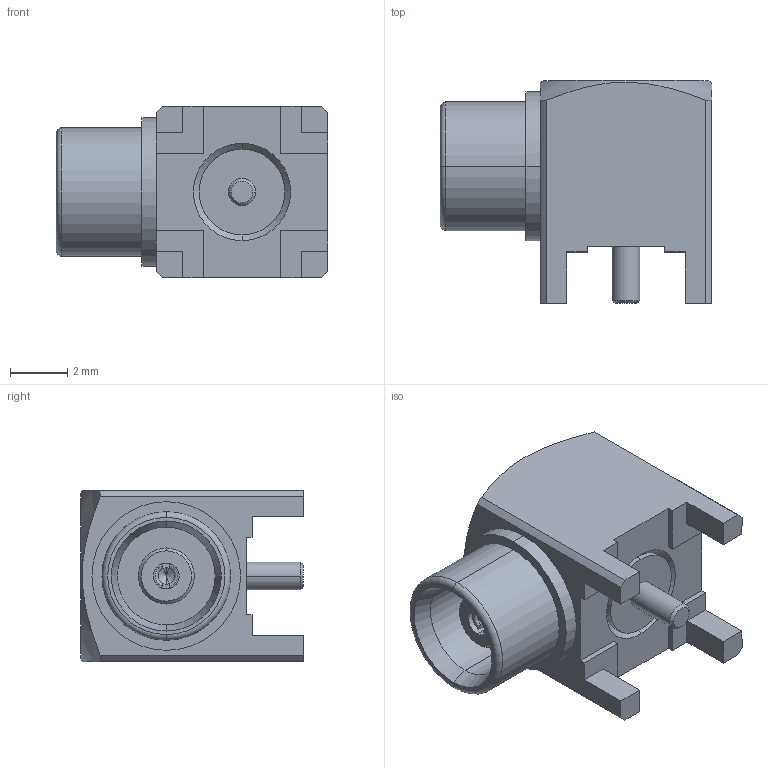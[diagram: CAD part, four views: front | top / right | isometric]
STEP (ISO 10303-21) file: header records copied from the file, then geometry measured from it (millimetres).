
FILE_DESCRIPTION (( 'STEP AP214' ), '1' );
FILE_NAME ('Ðîçåòêà_ÑÐ-50-2-04-Ð-Ó-088.STEP', '2018-12-06T11:49:16', ( 'User' ), ( '' ), 'SwSTEP 2.0', 'SolidWorks 2016', '' );
FILE_SCHEMA (( 'AUTOMOTIVE_DESIGN' ));
Length unit declared in the file: millimetre
Products named in the file (1): Ðîçåòêà_ÑÐ-50-2-04-Ð-Ó-088
Bounding box: 9.5 x 7.8 x 6 mm (x, y, z)
Volume: 242.9 mm3; surface area: 358.9 mm2
Topology: 1 solids, 1 shells, 84 faces, 212 edges, 135 vertices
Faces by surface type: plane 44, cylinder 22, cone 14, torus 4
Entity records: 3546 total; most frequent: CARTESIAN_POINT 536, DIRECTION 438, ORIENTED_EDGE 420, EDGE_CURVE 210, AXIS2_PLACEMENT_3D 153, VERTEX_POINT 135, LINE 132, VECTOR 132
